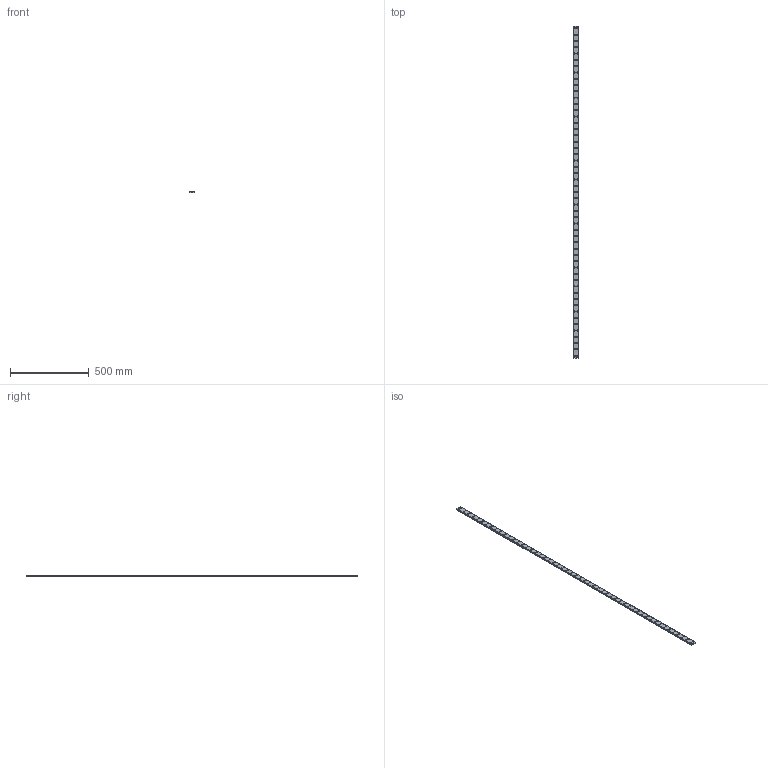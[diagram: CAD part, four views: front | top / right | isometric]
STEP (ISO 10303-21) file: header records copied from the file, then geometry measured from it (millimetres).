
FILE_DESCRIPTION(('STEP AP214'),'1');
FILE_NAME('cctmp_8643EBD5-F69E-44AB-B1B2-C5A0CB68219C_2021_03_02_11_59_02_0792..stp','2021-03-02T10:59:03',('HIWIN GmbH'),('CADClick - www.CADClick.com'),'Spatial InterOp 3D',' ','unknown authorization');
FILE_SCHEMA(('AUTOMOTIVE_DESIGN'));
Length unit declared in the file: millimetre
Products named in the file (1): WER17R2110H_FILE
Bounding box: 33 x 2110 x 9.3 mm (x, y, z)
Volume: 582671.2 mm3; surface area: 206526.2 mm2
Topology: 1 solids, 1 shells, 1057 faces, 2199 edges, 1466 vertices
Faces by surface type: cylinder 654, plane 403
Entity records: 37221 total; most frequent: DIRECTION 5623, CARTESIAN_POINT 4723, ORIENTED_EDGE 4398, AXIS2_PLACEMENT_3D 2366, EDGE_CURVE 2199, VERTEX_POINT 1466, EDGE_LOOP 1379, CIRCLE 1308
